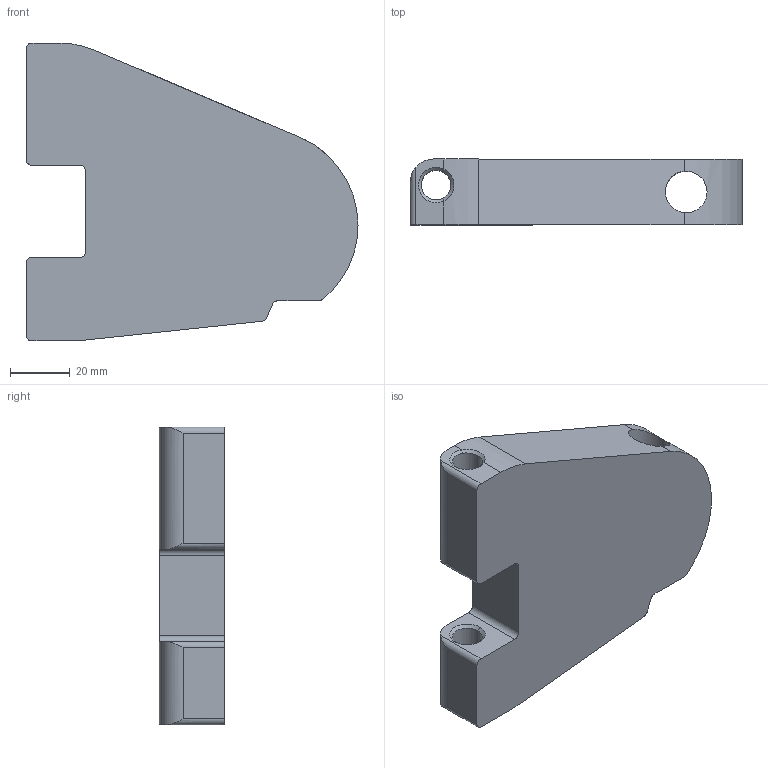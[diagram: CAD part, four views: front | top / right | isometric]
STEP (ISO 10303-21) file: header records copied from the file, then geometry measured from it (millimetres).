
FILE_DESCRIPTION (( 'STEP AP214' ), '1' );
FILE_NAME ('FR46-02-Simple front foot.STEP', '2019-04-30T09:27:41', ( '' ), ( '' ), 'SwSTEP 2.0', 'SolidWorks 2016', '' );
FILE_SCHEMA (( 'AUTOMOTIVE_DESIGN' ));
Length unit declared in the file: millimetre
Products named in the file (1): FR46-02-Simple front foot
Bounding box: 111.5 x 22 x 100 mm (x, y, z)
Volume: 157954.1 mm3; surface area: 28112.8 mm2
Topology: 1 solids, 1 shells, 46 faces, 131 edges, 84 vertices
Faces by surface type: cylinder 22, plane 14, cone 9, bspline 1
Entity records: 1948 total; most frequent: CARTESIAN_POINT 703, ORIENTED_EDGE 262, DIRECTION 251, EDGE_CURVE 131, AXIS2_PLACEMENT_3D 91, VERTEX_POINT 84, LINE 69, VECTOR 69
